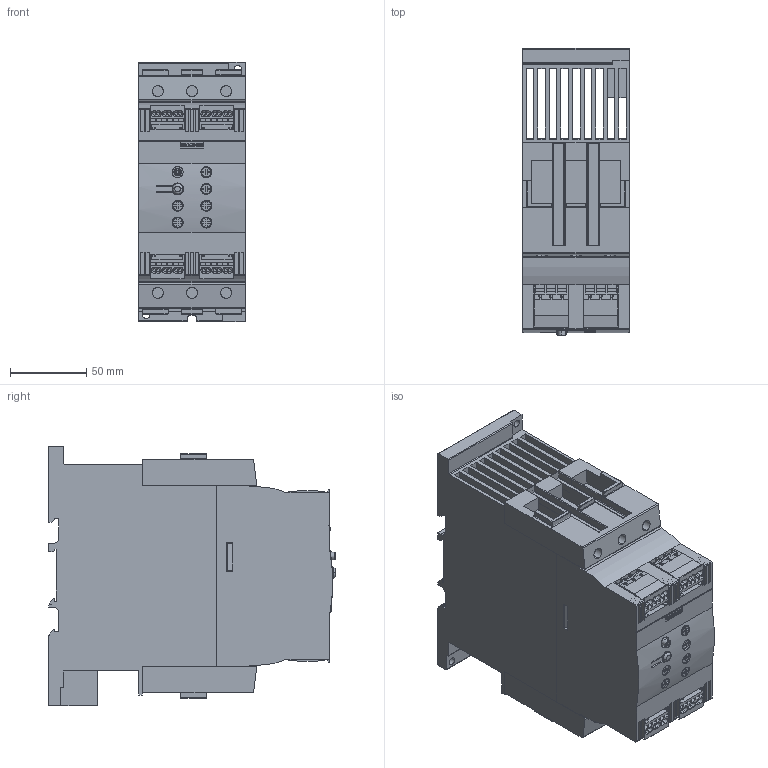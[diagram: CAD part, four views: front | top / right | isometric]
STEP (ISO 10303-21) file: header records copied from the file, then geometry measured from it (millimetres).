
FILE_DESCRIPTION(('no description'),'unknown implementation level');
FILE_NAME('3RW40462BB04.STEP',' ',('CADClick, version 2.3.8, www.CADClick.com, licensed to SIEMENS A&D'),('ccLab - KiM Gmbh - www.kimweb.de'),'unknown preprocess','ACIS','unknown authorization');
FILE_SCHEMA(('automotive_design'));
Length unit declared in the file: millimetre
Products named in the file (9): 1; 2; 3; 4; 5; 6; 7; 8; 9
Bounding box: 70 x 188 x 170 mm (x, y, z)
Volume: 1433611.3 mm3; surface area: 318439.4 mm2
Topology: 9 solids, 9 shells, 1392 faces, 3657 edges, 2374 vertices
Faces by surface type: plane 973, cylinder 305, cone 96, torus 18
Entity records: 85230 total; most frequent: CARTESIAN_POINT 8826, STYLED_ITEM 7432, PRESENTATION_STYLE_ASSIGNMENT 7432, COLOUR_RGB 7432, ORIENTED_EDGE 7314, DIRECTION 7109, EDGE_CURVE 3657, CURVE_STYLE 3657
